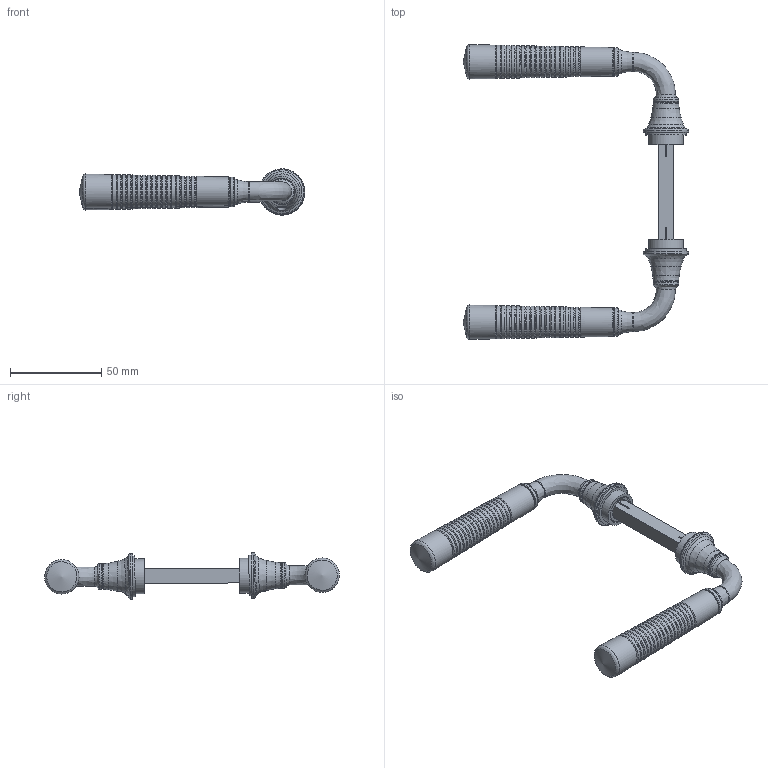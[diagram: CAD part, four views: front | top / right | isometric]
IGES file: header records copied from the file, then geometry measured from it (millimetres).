
Global section: file name: P6057; native system: Autodesk Inventor 2018; preprocessor: unknown; author: adaniels; date: 20180911.135133; units: millimetre
Bounding box: 123.82 x 161.92 x 25.4 mm (x, y, z)
Volume: 56275.4 mm3; surface area: 30563.1 mm2
Topology: 11 solids, 11 shells, 348 faces, 1088 edges, 770 vertices
Faces by surface type: bspline 348
